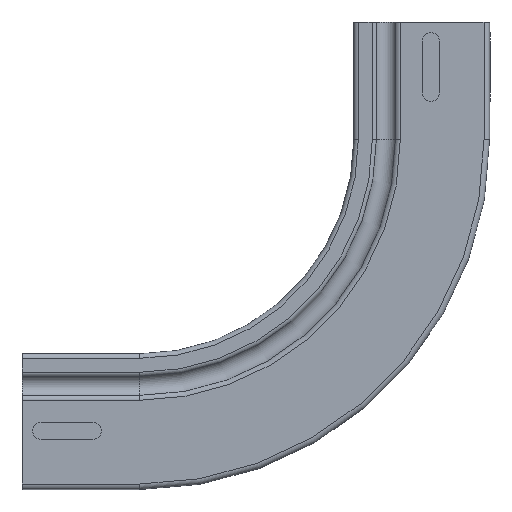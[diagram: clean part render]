
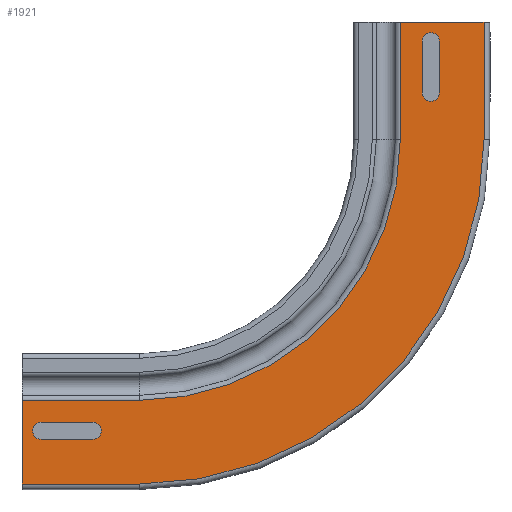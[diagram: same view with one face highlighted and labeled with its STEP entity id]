
A CAD part, front view. The second image highlights one B-rep face of the part: STEP entity #1921.
In plain terms, the highlighted planar face has unit normal (0, -1, 0).
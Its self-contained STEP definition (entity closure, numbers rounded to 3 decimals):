
#95=PLANE('',#2131);
#185=FACE_OUTER_BOUND('',#291,.T.);
#291=EDGE_LOOP('',(#1649,#1650,#1651,#1652,#1653,#1654,#1655,#1656));
#324=LINE('',#2868,#472);
#327=LINE('',#2880,#475);
#353=LINE('',#2979,#501);
#386=LINE('',#3077,#534);
#389=LINE('',#3089,#537);
#447=LINE('',#3284,#595);
#472=VECTOR('',#2214,1.);
#475=VECTOR('',#2225,1.);
#501=VECTOR('',#2319,1.);
#534=VECTOR('',#2418,1.);
#537=VECTOR('',#2429,1.);
#595=VECTOR('',#2621,1.);
#721=CIRCLE('',#2130,121.693);
#722=CIRCLE('',#2132,160.8);
#766=VERTEX_POINT('',#2864);
#768=VERTEX_POINT('',#2867);
#771=VERTEX_POINT('',#2874);
#773=VERTEX_POINT('',#2878);
#842=VERTEX_POINT('',#3073);
#844=VERTEX_POINT('',#3076);
#847=VERTEX_POINT('',#3083);
#849=VERTEX_POINT('',#3087);
#969=EDGE_CURVE('',#766,#768,#324,.T.);
#975=EDGE_CURVE('',#771,#773,#327,.T.);
#1023=EDGE_CURVE('',#773,#768,#353,.T.);
#1073=EDGE_CURVE('',#842,#844,#386,.T.);
#1079=EDGE_CURVE('',#847,#849,#389,.T.);
#1177=EDGE_CURVE('',#847,#842,#447,.T.);
#1193=EDGE_CURVE('',#771,#849,#721,.T.);
#1194=EDGE_CURVE('',#766,#844,#722,.T.);
#1649=ORIENTED_EDGE('',*,*,#1194,.T.);
#1650=ORIENTED_EDGE('',*,*,#1073,.F.);
#1651=ORIENTED_EDGE('',*,*,#1177,.F.);
#1652=ORIENTED_EDGE('',*,*,#1079,.T.);
#1653=ORIENTED_EDGE('',*,*,#1193,.F.);
#1654=ORIENTED_EDGE('',*,*,#975,.T.);
#1655=ORIENTED_EDGE('',*,*,#1023,.T.);
#1656=ORIENTED_EDGE('',*,*,#969,.F.);
#1921=ADVANCED_FACE('',(#185),#95,.F.);
#2130=AXIS2_PLACEMENT_3D('',#3315,#2682,#2683);
#2131=AXIS2_PLACEMENT_3D('',#3316,#2684,#2685);
#2132=AXIS2_PLACEMENT_3D('',#3317,#2686,#2687);
#2214=DIRECTION('',(-1.,0.,0.));
#2225=DIRECTION('',(-1.,0.,0.));
#2319=DIRECTION('',(0.,0.,-1.));
#2418=DIRECTION('',(0.,0.,-1.));
#2429=DIRECTION('',(0.,0.,-1.));
#2621=DIRECTION('',(1.,0.,0.));
#2682=DIRECTION('center_axis',(0.,-1.,0.));
#2683=DIRECTION('ref_axis',(0.,0.,-1.));
#2684=DIRECTION('center_axis',(0.,1.,0.));
#2685=DIRECTION('ref_axis',(0.,0.,1.));
#2686=DIRECTION('center_axis',(0.,-1.,0.));
#2687=DIRECTION('ref_axis',(0.,0.,
-1.));
#2864=CARTESIAN_POINT('',(2.392,-32.263,7.483));
#2867=CARTESIAN_POINT('',(-52.608,-32.263,7.483));
#2868=CARTESIAN_POINT('',(2.392,-32.263,7.483));
#2874=CARTESIAN_POINT('',(2.392,-32.263,46.59));
#2878=CARTESIAN_POINT('',(-52.608,-32.263,46.59));
#2880=CARTESIAN_POINT('',(2.392,-32.263,46.59));
#2979=CARTESIAN_POINT('',(-52.608,-32.263,46.59));
#3073=CARTESIAN_POINT('',(163.192,-32.263,223.283));
#3076=CARTESIAN_POINT('',(163.192,-32.263,168.283));
#3077=CARTESIAN_POINT('',(163.192,-32.263,223.283));
#3083=CARTESIAN_POINT('',(124.086,-32.263,223.283));
#3087=CARTESIAN_POINT('',(124.086,-32.263,168.283));
#3089=CARTESIAN_POINT('',(124.086,-32.263,223.283));
#3284=CARTESIAN_POINT('',(124.086,-32.263,223.283));
#3315=CARTESIAN_POINT('Origin',(2.392,-32.263,168.283));
#3316=CARTESIAN_POINT('Origin',(2.392,-32.263,7.483));
#3317=CARTESIAN_POINT('Origin',(2.392,-32.263,168.283));
